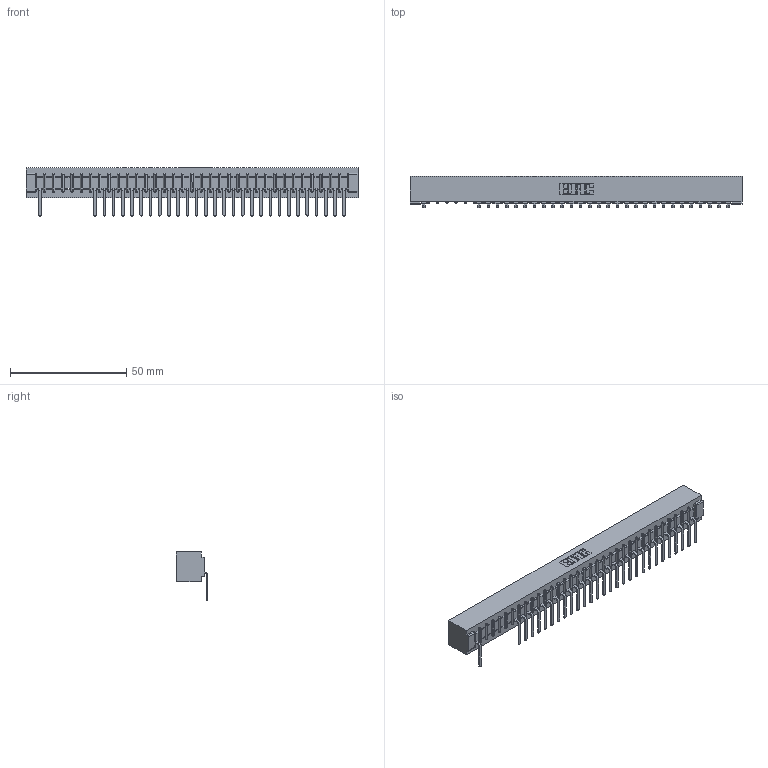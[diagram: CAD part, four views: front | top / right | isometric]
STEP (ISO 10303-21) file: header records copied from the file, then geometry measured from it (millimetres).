
FILE_DESCRIPTION (( 'STEP AP203' ), '1' );
FILE_NAME ('357-034-557-101.STEP', '2018-08-10T02:49:02', ( '' ), ( '' ), 'SwSTEP 2.0', 'SolidWorks 2016', '' );
FILE_SCHEMA (( 'CONFIG_CONTROL_DESIGN' ));
Length unit declared in the file: inch
Products named in the file (3): 307-290-002_557; 357-034-557-101; 307 Part_No Mounting Lugs
Assembly tree (30 placements, depth 2):
  357-034-557-101
    307 Part_No Mounting Lugs
    307-290-002_557  x29
Bounding box: 142.6 x 13.32 x 20.66 mm (x, y, z)
Volume: 15691.2 mm3; surface area: 19485.9 mm2
Topology: 30 solids, 30 shells, 2507 faces, 7695 edges, 5034 vertices
Faces by surface type: plane 1489, cylinder 948, sphere 70
Entity records: 30550 total; most frequent: CARTESIAN_POINT 5175, ORIENTED_EDGE 5170, DIRECTION 5025, EDGE_CURVE 2585, VECTOR 1977, LINE 1977, VERTEX_POINT 1674, AXIS2_PLACEMENT_3D 1524
